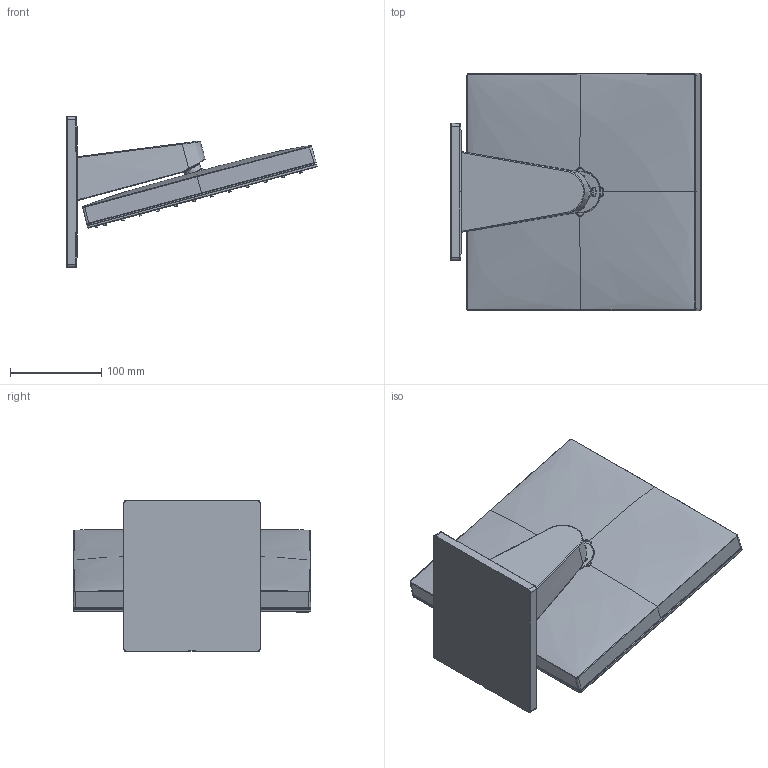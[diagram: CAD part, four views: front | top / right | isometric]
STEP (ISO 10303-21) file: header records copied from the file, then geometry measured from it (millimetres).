
FILE_DESCRIPTION(('CATIA V6 STEP','CAx-IF Rec.Pracs.--- Model Styling and Organization---1.4--- 2014-01-23','CAx-IF Rec.Pracs.---3D Tessellated Data Validation Properties---0.5---2014-09-14'),'2;1');
FILE_NAME('prd-HG-00127393.stp','2021-10-27T08:55:54+00:00',('none'),('none'),'3DEXPERIENCE Platform3DEXPERIENCE R2019x HotFix 5','3DEXPERIENCE Platform STEP AP242 v1','none');
FILE_SCHEMA(('AP242_MANAGED_MODEL_BASED_3D_ENGINEERING_MIM_LF {1 0 10303 442 1 1 4}'));
Products named in the file (10): P-2_HG_Pulsify_E_KB_260_2jet_Wand; P-2_Brausearm_BGR_Croma_Next_Vario; V5_P_2_Rosette_Wandhalter_KB_Croma_Next; V5_P_2_Gehaeuse_Croma_Next; P-2_KB_Pulsify_E260_2jet; V5_P_2_Strahlkoerper_KB_Pulsify_E; V5_P_2_Strahleinsatz_KB_Pulsify_E; V5_P_2_Mantel_KB_Pulsify_E; V5_P_2_Sicherungsmutter_KB_Pulsify_E; P-2_Gelenkkugel_KB260_Pulsify_E
Assembly tree (9 placements, depth 3):
  P-2_HG_Pulsify_E_KB_260_2jet_Wand
    P-2_Brausearm_BGR_Croma_Next_Vario
      V5_P_2_Rosette_Wandhalter_KB_Croma_Next
      V5_P_2_Gehaeuse_Croma_Next
    P-2_KB_Pulsify_E260_2jet
      V5_P_2_Strahlkoerper_KB_Pulsify_E
      V5_P_2_Strahleinsatz_KB_Pulsify_E
      V5_P_2_Mantel_KB_Pulsify_E
      V5_P_2_Sicherungsmutter_KB_Pulsify_E
      P-2_Gelenkkugel_KB260_Pulsify_E
Bounding box: 274.01 x 259.98 x 164.99 mm (x, y, z)
Volume: 2469273.7 mm3; surface area: 444979.7 mm2
Topology: 20 solids, 20 shells, 5648 faces, 12358 edges, 7517 vertices
Faces by surface type: cylinder 1920, plane 1742, bspline 1674, torus 169, cone 135, revolution 4, extrusion 2, sphere 2
Entity records: 245645 total; most frequent: CARTESIAN_POINT 143047, ORIENTED_EDGE 24712, DIRECTION 12576, EDGE_CURVE 12356, VERTEX_POINT 7517, EDGE_LOOP 6427, AXIS2_PLACEMENT_3D 5816, ADVANCED_FACE 5648
